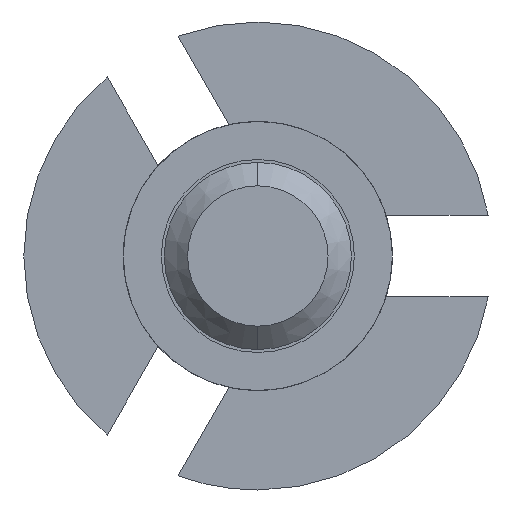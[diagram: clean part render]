
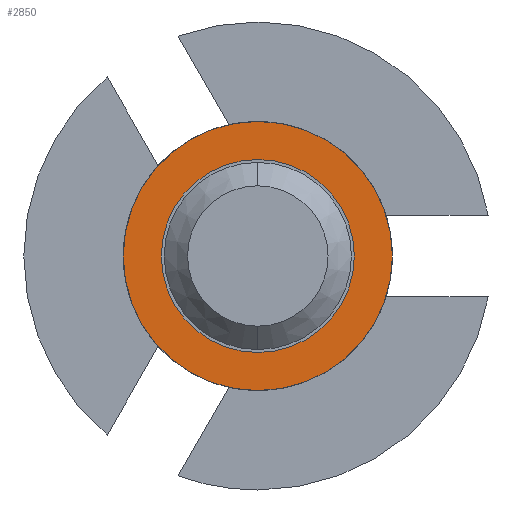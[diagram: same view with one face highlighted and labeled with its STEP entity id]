
A CAD part, front view. The second image highlights one B-rep face of the part: STEP entity #2850.
In plain terms, the highlighted planar face has unit normal (0, -1, 0).
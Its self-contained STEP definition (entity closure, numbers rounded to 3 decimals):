
#240 = CARTESIAN_POINT ( 'NONE',  ( 0., -1.5, 0. ) ) ;
#258 = CIRCLE ( 'NONE', #4381, 0.825 ) ;
#259 = CARTESIAN_POINT ( 'NONE',  ( 0., -1.5, 1.15 ) ) ;
#268 = CARTESIAN_POINT ( 'NONE',  ( 0., -1.5, -0.825 ) ) ;
#633 = DIRECTION ( 'NONE',  ( 0., 1., 0. ) ) ;
#698 = AXIS2_PLACEMENT_3D ( 'NONE', #2974, #4016, #2994 ) ;
#706 = DIRECTION ( 'NONE',  ( 0., 0., 1. ) ) ;
#787 = CIRCLE ( 'NONE', #3973, 1.15 ) ;
#915 = FACE_BOUND ( 'NONE', #3966, .T. ) ;
#1075 = CIRCLE ( 'NONE', #3533, 1.15 ) ;
#1159 = EDGE_CURVE ( 'Defeature ausgef�hrt1_14+Defeature ausgef�hrt1_13+Defeature ausgef�hrt1_13+Defeature ausgef�hrt1_13', #3532, #2203, #2213, .T. ) ;
#1321 = FACE_OUTER_BOUND ( 'NONE', #3184, .T. ) ;
#1427 = ORIENTED_EDGE ( 'NONE', *, *, #3255, .F. ) ;
#1626 = DIRECTION ( 'NONE',  ( 0., 1., 0. ) ) ;
#2155 = AXIS2_PLACEMENT_3D ( 'NONE', #2687, #3001, #2664 ) ;
#2203 = VERTEX_POINT ( 'NONE', #4311 ) ;
#2213 = CIRCLE ( 'NONE', #698, 0.825 ) ;
#2220 = ORIENTED_EDGE ( 'NONE', *, *, #1159, .T. ) ;
#2344 = CARTESIAN_POINT ( 'NONE',  ( 0., -1.5, 0. ) ) ;
#2664 = DIRECTION ( 'NONE',  ( 0., 0., 1. ) ) ;
#2687 = CARTESIAN_POINT ( 'NONE',  ( 0.825, -1.5, 0. ) ) ;
#2718 = VERTEX_POINT ( 'NONE', #259 ) ;
#2787 = EDGE_CURVE ( 'Defeature ausgef�hrt1_8+Defeature ausgef�hrt1_14+Defeature ausgef�hrt1_14+Defeature ausgef�hrt1_14', #3381, #2718, #787, .T. ) ;
#2850 = ADVANCED_FACE ( 'Defeature ausgef�hrt1_14', ( #1321, #915 ), #3678, .F. ) ;
#2974 = CARTESIAN_POINT ( 'NONE',  ( 0., -1.5, 0. ) ) ;
#2994 = DIRECTION ( 'NONE',  ( 0., 0., 1. ) ) ;
#3001 = DIRECTION ( 'NONE',  ( 0., 1., 0. ) ) ;
#3017 = CARTESIAN_POINT ( 'NONE',  ( 0., -1.5, 0. ) ) ;
#3184 = EDGE_LOOP ( 'NONE', ( #1427, #4364 ) ) ;
#3255 = EDGE_CURVE ( 'Defeature ausgef�hrt1_8+Defeature ausgef�hrt1_14+Defeature ausgef�hrt1_14+Defeature ausgef�hrt1_14', #2718, #3381, #1075, .T. ) ;
#3323 = DIRECTION ( 'NONE',  ( 0., 1., 0. ) ) ;
#3381 = VERTEX_POINT ( 'NONE', #4035 ) ;
#3532 = VERTEX_POINT ( 'NONE', #268 ) ;
#3533 = AXIS2_PLACEMENT_3D ( 'NONE', #3017, #633, #706 ) ;
#3553 = ORIENTED_EDGE ( 'NONE', *, *, #4168, .T. ) ;
#3678 = PLANE ( 'NONE',  #2155 ) ;
#3723 = DIRECTION ( 'NONE',  ( 0., 0., 1. ) ) ;
#3966 = EDGE_LOOP ( 'NONE', ( #3553, #2220 ) ) ;
#3973 = AXIS2_PLACEMENT_3D ( 'NONE', #240, #3323, #3723 ) ;
#4016 = DIRECTION ( 'NONE',  ( 0., 1., 0. ) ) ;
#4035 = CARTESIAN_POINT ( 'NONE',  ( 0., -1.5, -1.15 ) ) ;
#4090 = DIRECTION ( 'NONE',  ( 0., 0., 1. ) ) ;
#4168 = EDGE_CURVE ( 'Defeature ausgef�hrt1_14+Defeature ausgef�hrt1_13+Defeature ausgef�hrt1_13+Defeature ausgef�hrt1_13', #2203, #3532, #258, .T. ) ;
#4311 = CARTESIAN_POINT ( 'NONE',  ( 0., -1.5, 0.825 ) ) ;
#4364 = ORIENTED_EDGE ( 'NONE', *, *, #2787, .F. ) ;
#4381 = AXIS2_PLACEMENT_3D ( 'NONE', #2344, #1626, #4090 ) ;
